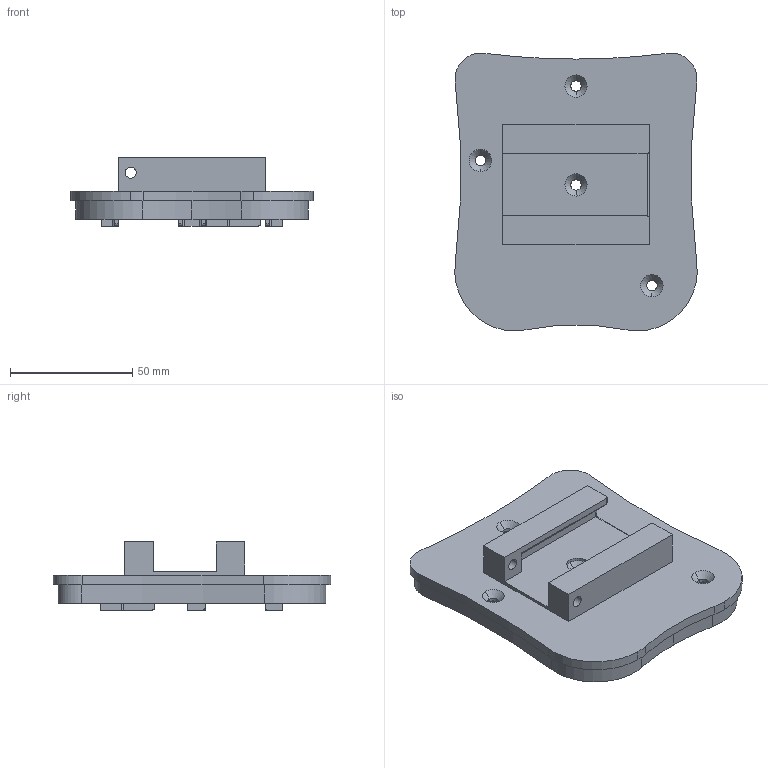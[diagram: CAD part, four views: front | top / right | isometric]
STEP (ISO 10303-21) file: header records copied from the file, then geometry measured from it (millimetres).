
FILE_DESCRIPTION (( 'STEP AP203' ), '1' );
FILE_NAME ('a4_coupling_o.STEP', '2015-02-27T23:26:07', ( '' ), ( '' ), 'SwSTEP 2.0', 'SolidWorks 2013', '' );
FILE_SCHEMA (( 'CONFIG_CONTROL_DESIGN' ));
Length unit declared in the file: millimetre
Products named in the file (1): a4_coupling_o
Bounding box: 98.95 x 113.41 x 27.8 mm (x, y, z)
Volume: 91955.9 mm3; surface area: 53562.1 mm2
Topology: 2 solids, 2 shells, 239 faces, 665 edges, 430 vertices
Faces by surface type: cylinder 114, plane 109, cone 8, bspline 4, sphere 2, torus 2
Entity records: 7982 total; most frequent: CARTESIAN_POINT 1627, ORIENTED_EDGE 1326, DIRECTION 1323, EDGE_CURVE 663, AXIS2_PLACEMENT_3D 454, VERTEX_POINT 430, LINE 415, VECTOR 415
